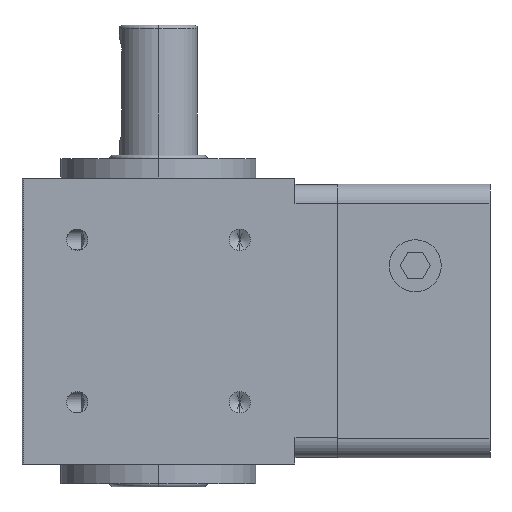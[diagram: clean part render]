
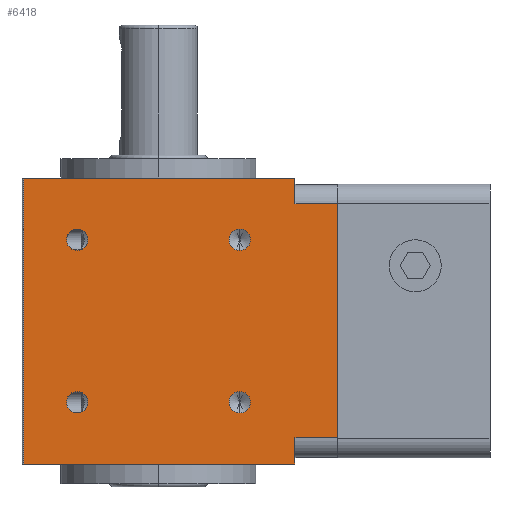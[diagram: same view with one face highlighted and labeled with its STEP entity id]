
A CAD part, left-side view. The second image highlights one B-rep face of the part: STEP entity #6418.
In plain terms, the highlighted planar face has unit normal (-1, 0, 0).
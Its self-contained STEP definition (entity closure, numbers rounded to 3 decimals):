
#57 = LINE ( 'NONE', #1940, #1331 ) ;
#80 = VERTEX_POINT ( 'NONE', #4457 ) ;
#84 = FACE_BOUND ( 'NONE', #3473, .T. ) ;
#110 = CARTESIAN_POINT ( 'NONE',  ( -21., -12.5, -10.85 ) ) ;
#259 = CARTESIAN_POINT ( 'NONE',  ( -21., 12.5, 12.5 ) ) ;
#303 = DIRECTION ( 'NONE',  ( -1., 0., 0. ) ) ;
#353 = ORIENTED_EDGE ( 'NONE', *, *, #3827, .F. ) ;
#356 = CARTESIAN_POINT ( 'NONE',  ( -21., -12.5, -12.5 ) ) ;
#431 = LINE ( 'NONE', #2930, #940 ) ;
#518 = CARTESIAN_POINT ( 'NONE',  ( -21., -27.5, -18. ) ) ;
#617 = FACE_BOUND ( 'NONE', #5209, .T. ) ;
#736 = CARTESIAN_POINT ( 'NONE',  ( -21., 12.5, -12.5 ) ) ;
#749 = FACE_BOUND ( 'NONE', #3009, .T. ) ;
#832 = AXIS2_PLACEMENT_3D ( 'NONE', #5575, #8111, #6268 ) ;
#842 = VERTEX_POINT ( 'NONE', #6918 ) ;
#860 = CIRCLE ( 'NONE', #3465, 1.65 ) ;
#929 = CARTESIAN_POINT ( 'NONE',  ( -21., 12.5, -10.85 ) ) ;
#940 = VECTOR ( 'NONE', #975, 1000. ) ;
#975 = DIRECTION ( 'NONE',  ( 0., 0., -1. ) ) ;
#976 = VECTOR ( 'NONE', #5586, 1000. ) ;
#985 = EDGE_CURVE ( 'NONE', #7552, #5839, #2145, .T. ) ;
#995 = EDGE_CURVE ( 'NONE', #6690, #3592, #7392, .T. ) ;
#1081 = ORIENTED_EDGE ( 'NONE', *, *, #5692, .F. ) ;
#1123 = VERTEX_POINT ( 'NONE', #6000 ) ;
#1140 = CARTESIAN_POINT ( 'NONE',  ( -21., 12.5, 14.15 ) ) ;
#1190 = CARTESIAN_POINT ( 'NONE',  ( -21., -21., -22. ) ) ;
#1211 = CIRCLE ( 'NONE', #2247, 1.65 ) ;
#1257 = EDGE_CURVE ( 'NONE', #5791, #7249, #6151, .T. ) ;
#1260 = DIRECTION ( 'NONE',  ( -1., 0., 0. ) ) ;
#1267 = EDGE_CURVE ( 'NONE', #842, #4572, #4343, .T. ) ;
#1278 = DIRECTION ( 'NONE',  ( 0., -1., 0. ) ) ;
#1324 = VECTOR ( 'NONE', #2628, 1000. ) ;
#1331 = VECTOR ( 'NONE', #2555, 1000. ) ;
#1343 = CIRCLE ( 'NONE', #5529, 1.65 ) ;
#1348 = CARTESIAN_POINT ( 'NONE',  ( -21., 12.5, 10.85 ) ) ;
#1672 = LINE ( 'NONE', #6169, #6335 ) ;
#1774 = DIRECTION ( 'NONE',  ( 0., 0., -1. ) ) ;
#1780 = ORIENTED_EDGE ( 'NONE', *, *, #1257, .T. ) ;
#1813 = CARTESIAN_POINT ( 'NONE',  ( -21., 12.5, -14.15 ) ) ;
#1882 = VERTEX_POINT ( 'NONE', #929 ) ;
#1940 = CARTESIAN_POINT ( 'NONE',  ( -21., -21., -22. ) ) ;
#1941 = EDGE_CURVE ( 'NONE', #4269, #842, #431, .T. ) ;
#1972 = EDGE_CURVE ( 'NONE', #5163, #80, #1343, .T. ) ;
#1992 = VECTOR ( 'NONE', #1774, 1000. ) ;
#2145 = CIRCLE ( 'NONE', #6737, 1.65 ) ;
#2247 = AXIS2_PLACEMENT_3D ( 'NONE', #6620, #303, #7810 ) ;
#2497 = EDGE_CURVE ( 'NONE', #4848, #6653, #4526, .T. ) ;
#2555 = DIRECTION ( 'NONE',  ( 0., 0., 1. ) ) ;
#2565 = ORIENTED_EDGE ( 'NONE', *, *, #4882, .F. ) ;
#2575 = EDGE_CURVE ( 'NONE', #4572, #4848, #57, .T. ) ;
#2579 = FACE_BOUND ( 'NONE', #7815, .T. ) ;
#2628 = DIRECTION ( 'NONE',  ( 0., -1., 0. ) ) ;
#2727 = DIRECTION ( 'NONE',  ( 0., 0., 1. ) ) ;
#2849 = DIRECTION ( 'NONE',  ( -1., 0., 0. ) ) ;
#2904 = CIRCLE ( 'NONE', #832, 1.65 ) ;
#2930 = CARTESIAN_POINT ( 'NONE',  ( -21., 20.7, -22. ) ) ;
#2991 = CARTESIAN_POINT ( 'NONE',  ( -21., -21., 18. ) ) ;
#2996 = ORIENTED_EDGE ( 'NONE', *, *, #7110, .F. ) ;
#3009 = EDGE_LOOP ( 'NONE', ( #4717, #7113 ) ) ;
#3082 = CARTESIAN_POINT ( 'NONE',  ( -21., 20.7, 22. ) ) ;
#3113 = CARTESIAN_POINT ( 'NONE',  ( -21., 21., -22. ) ) ;
#3156 = CIRCLE ( 'NONE', #7626, 1.65 ) ;
#3247 = DIRECTION ( 'NONE',  ( -1., 0., 0. ) ) ;
#3440 = AXIS2_PLACEMENT_3D ( 'NONE', #736, #6473, #2727 ) ;
#3465 = AXIS2_PLACEMENT_3D ( 'NONE', #3789, #1260, #7539 ) ;
#3473 = EDGE_LOOP ( 'NONE', ( #1081, #8095 ) ) ;
#3529 = EDGE_CURVE ( 'NONE', #5839, #7552, #2904, .T. ) ;
#3592 = VERTEX_POINT ( 'NONE', #1348 ) ;
#3645 = EDGE_CURVE ( 'NONE', #5807, #1882, #5017, .T. ) ;
#3688 = PLANE ( 'NONE',  #4630 ) ;
#3690 = DIRECTION ( 'NONE',  ( 0., 0., 1. ) ) ;
#3710 = DIRECTION ( 'NONE',  ( 0., -1., 0. ) ) ;
#3759 = EDGE_LOOP ( 'NONE', ( #353, #4776, #4664, #7167, #7371, #3995, #4981, #1780 ) ) ;
#3789 = CARTESIAN_POINT ( 'NONE',  ( -21., -12.5, -12.5 ) ) ;
#3807 = CARTESIAN_POINT ( 'NONE',  ( -21., -21., -18. ) ) ;
#3827 = EDGE_CURVE ( 'NONE', #4269, #7249, #1672, .T. ) ;
#3913 = CARTESIAN_POINT ( 'NONE',  ( -21., -21., 22. ) ) ;
#3995 = ORIENTED_EDGE ( 'NONE', *, *, #4299, .F. ) ;
#4072 = ORIENTED_EDGE ( 'NONE', *, *, #995, .F. ) ;
#4269 = VERTEX_POINT ( 'NONE', #3082 ) ;
#4299 = EDGE_CURVE ( 'NONE', #1123, #6653, #6081, .T. ) ;
#4338 = DIRECTION ( 'NONE',  ( -1., 0., 0. ) ) ;
#4343 = LINE ( 'NONE', #7594, #7351 ) ;
#4457 = CARTESIAN_POINT ( 'NONE',  ( -21., -12.5, -14.15 ) ) ;
#4526 = LINE ( 'NONE', #7037, #1324 ) ;
#4572 = VERTEX_POINT ( 'NONE', #5216 ) ;
#4630 = AXIS2_PLACEMENT_3D ( 'NONE', #3113, #5623, #5087 ) ;
#4664 = ORIENTED_EDGE ( 'NONE', *, *, #1267, .T. ) ;
#4717 = ORIENTED_EDGE ( 'NONE', *, *, #985, .F. ) ;
#4776 = ORIENTED_EDGE ( 'NONE', *, *, #1941, .T. ) ;
#4848 = VERTEX_POINT ( 'NONE', #3807 ) ;
#4882 = EDGE_CURVE ( 'NONE', #3592, #6690, #3156, .T. ) ;
#4981 = ORIENTED_EDGE ( 'NONE', *, *, #7898, .F. ) ;
#5017 = CIRCLE ( 'NONE', #3440, 1.65 ) ;
#5046 = CARTESIAN_POINT ( 'NONE',  ( -21., 12.5, 12.5 ) ) ;
#5087 = DIRECTION ( 'NONE',  ( 0., -1., 0. ) ) ;
#5163 = VERTEX_POINT ( 'NONE', #110 ) ;
#5209 = EDGE_LOOP ( 'NONE', ( #5977, #2996 ) ) ;
#5216 = CARTESIAN_POINT ( 'NONE',  ( -21., -21., -22. ) ) ;
#5461 = CARTESIAN_POINT ( 'NONE',  ( -21., -12.5, 10.85 ) ) ;
#5529 = AXIS2_PLACEMENT_3D ( 'NONE', #356, #2849, #6176 ) ;
#5575 = CARTESIAN_POINT ( 'NONE',  ( -21., -12.5, 12.5 ) ) ;
#5586 = DIRECTION ( 'NONE',  ( 0., -1., 0. ) ) ;
#5590 = CARTESIAN_POINT ( 'NONE',  ( -21., -27.5, 21. ) ) ;
#5623 = DIRECTION ( 'NONE',  ( -1., 0., 0. ) ) ;
#5692 = EDGE_CURVE ( 'NONE', #1882, #5807, #1211, .T. ) ;
#5791 = VERTEX_POINT ( 'NONE', #2991 ) ;
#5807 = VERTEX_POINT ( 'NONE', #1813 ) ;
#5809 = DIRECTION ( 'NONE',  ( -1., 0., 0. ) ) ;
#5839 = VERTEX_POINT ( 'NONE', #5461 ) ;
#5977 = ORIENTED_EDGE ( 'NONE', *, *, #1972, .F. ) ;
#6000 = CARTESIAN_POINT ( 'NONE',  ( -21., -27.5, 18. ) ) ;
#6081 = LINE ( 'NONE', #5590, #1992 ) ;
#6151 = LINE ( 'NONE', #1190, #6969 ) ;
#6169 = CARTESIAN_POINT ( 'NONE',  ( -21., 21., 22. ) ) ;
#6176 = DIRECTION ( 'NONE',  ( 0., 0., 1. ) ) ;
#6268 = DIRECTION ( 'NONE',  ( 0., 0., 1. ) ) ;
#6335 = VECTOR ( 'NONE', #3710, 1000. ) ;
#6342 = DIRECTION ( 'NONE',  ( 0., 0., 1. ) ) ;
#6349 = AXIS2_PLACEMENT_3D ( 'NONE', #259, #5809, #6342 ) ;
#6418 = ADVANCED_FACE ( 'NONE', ( #7511, #84, #2579, #749, #617 ), #3688, .T. ) ;
#6473 = DIRECTION ( 'NONE',  ( -1., 0., 0. ) ) ;
#6501 = DIRECTION ( 'NONE',  ( 0., 0., 1. ) ) ;
#6620 = CARTESIAN_POINT ( 'NONE',  ( -21., 12.5, -12.5 ) ) ;
#6653 = VERTEX_POINT ( 'NONE', #518 ) ;
#6690 = VERTEX_POINT ( 'NONE', #1140 ) ;
#6737 = AXIS2_PLACEMENT_3D ( 'NONE', #7040, #3247, #6501 ) ;
#6858 = DIRECTION ( 'NONE',  ( 0., 0., 1. ) ) ;
#6918 = CARTESIAN_POINT ( 'NONE',  ( -21., 20.7, -22. ) ) ;
#6941 = LINE ( 'NONE', #8124, #976 ) ;
#6947 = CARTESIAN_POINT ( 'NONE',  ( -21., -12.5, 14.15 ) ) ;
#6969 = VECTOR ( 'NONE', #3690, 1000. ) ;
#7037 = CARTESIAN_POINT ( 'NONE',  ( -21., -21., -18. ) ) ;
#7040 = CARTESIAN_POINT ( 'NONE',  ( -21., -12.5, 12.5 ) ) ;
#7110 = EDGE_CURVE ( 'NONE', #80, #5163, #860, .T. ) ;
#7113 = ORIENTED_EDGE ( 'NONE', *, *, #3529, .F. ) ;
#7167 = ORIENTED_EDGE ( 'NONE', *, *, #2575, .T. ) ;
#7249 = VERTEX_POINT ( 'NONE', #3913 ) ;
#7351 = VECTOR ( 'NONE', #1278, 1000. ) ;
#7371 = ORIENTED_EDGE ( 'NONE', *, *, #2497, .T. ) ;
#7392 = CIRCLE ( 'NONE', #6349, 1.65 ) ;
#7511 = FACE_OUTER_BOUND ( 'NONE', #3759, .T. ) ;
#7539 = DIRECTION ( 'NONE',  ( 0., 0., 1. ) ) ;
#7552 = VERTEX_POINT ( 'NONE', #6947 ) ;
#7594 = CARTESIAN_POINT ( 'NONE',  ( -21., 21., -22. ) ) ;
#7626 = AXIS2_PLACEMENT_3D ( 'NONE', #5046, #4338, #6858 ) ;
#7810 = DIRECTION ( 'NONE',  ( 0., 0., 1. ) ) ;
#7815 = EDGE_LOOP ( 'NONE', ( #4072, #2565 ) ) ;
#7898 = EDGE_CURVE ( 'NONE', #5791, #1123, #6941, .T. ) ;
#8095 = ORIENTED_EDGE ( 'NONE', *, *, #3645, .F. ) ;
#8111 = DIRECTION ( 'NONE',  ( -1., 0., 0. ) ) ;
#8124 = CARTESIAN_POINT ( 'NONE',  ( -21., -21., 18. ) ) ;
